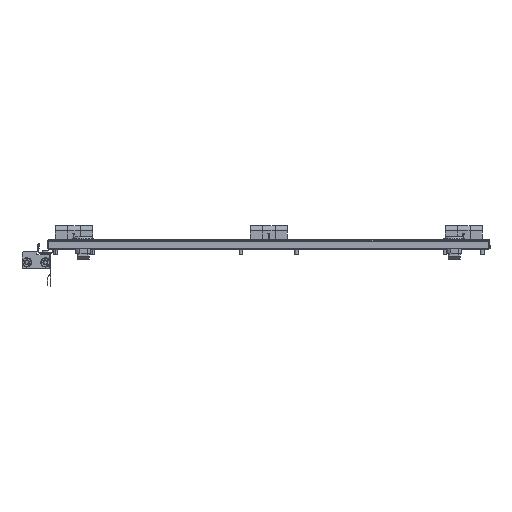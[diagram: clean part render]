
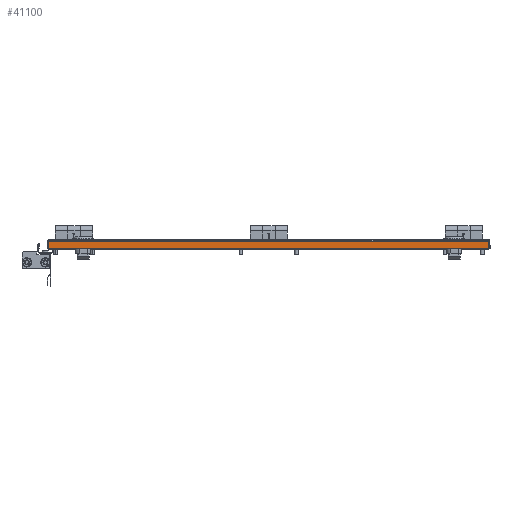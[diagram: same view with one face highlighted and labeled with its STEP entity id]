
A CAD part, left-side view. The second image highlights one B-rep face of the part: STEP entity #41100.
In plain terms, the highlighted planar face has unit normal (-1, 0, 0).
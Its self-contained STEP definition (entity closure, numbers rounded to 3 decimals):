
#663 = DIRECTION ( 'NONE',  ( 0., 0., -1. ) ) ;
#3610 = LINE ( 'NONE', #9067, #62449 ) ;
#6527 = CARTESIAN_POINT ( 'NONE',  ( -389.25, 296.528, 0. ) ) ;
#8885 = AXIS2_PLACEMENT_3D ( 'NONE', #49847, #28623, #55721 ) ;
#9067 = CARTESIAN_POINT ( 'NONE',  ( -389.25, -0.002, -12. ) ) ;
#12802 = ORIENTED_EDGE ( 'NONE', *, *, #69052, .T. ) ;
#14627 = VECTOR ( 'NONE', #60562, 1000. ) ;
#17271 = EDGE_CURVE ( 'NONE', #66591, #24691, #43258, .T. ) ;
#17619 = EDGE_LOOP ( 'NONE', ( #28649, #58154, #29707, #12802 ) ) ;
#22797 = FACE_OUTER_BOUND ( 'NONE', #17619, .T. ) ;
#23377 = LINE ( 'NONE', #6527, #65310 ) ;
#24283 = EDGE_CURVE ( 'NONE', #24691, #36059, #46933, .T. ) ;
#24691 = VERTEX_POINT ( 'NONE', #50889 ) ;
#26731 = EDGE_CURVE ( 'NONE', #66591, #38006, #23377, .T. ) ;
#28269 = CARTESIAN_POINT ( 'NONE',  ( -389.25, -298.002, -2.4 ) ) ;
#28623 = DIRECTION ( 'NONE',  ( 1., 0., 0. ) ) ;
#28649 = ORIENTED_EDGE ( 'NONE', *, *, #24283, .F. ) ;
#29078 = PLANE ( 'NONE',  #8885 ) ;
#29476 = CARTESIAN_POINT ( 'NONE',  ( -389.25, 296.528, -12. ) ) ;
#29707 = ORIENTED_EDGE ( 'NONE', *, *, #26731, .T. ) ;
#30541 = DIRECTION ( 'NONE',  ( 0., -1., 0. ) ) ;
#30837 = DIRECTION ( 'NONE',  ( 0., 0., -1. ) ) ;
#31161 = CARTESIAN_POINT ( 'NONE',  ( -389.25, 296.528, -2.4 ) ) ;
#36059 = VERTEX_POINT ( 'NONE', #38508 ) ;
#38006 = VERTEX_POINT ( 'NONE', #29476 ) ;
#38508 = CARTESIAN_POINT ( 'NONE',  ( -389.25, -296.531, -12. ) ) ;
#38577 = VECTOR ( 'NONE', #30837, 1000. ) ;
#41100 = ADVANCED_FACE ( 'NONE', ( #22797 ), #29078, .F. ) ;
#43258 = LINE ( 'NONE', #28269, #14627 ) ;
#46933 = LINE ( 'NONE', #58470, #38577 ) ;
#49847 = CARTESIAN_POINT ( 'NONE',  ( -389.25, -0.002, 0. ) ) ;
#50889 = CARTESIAN_POINT ( 'NONE',  ( -389.25, -296.531, -2.4 ) ) ;
#55721 = DIRECTION ( 'NONE',  ( 0., 0., -1. ) ) ;
#58154 = ORIENTED_EDGE ( 'NONE', *, *, #17271, .F. ) ;
#58470 = CARTESIAN_POINT ( 'NONE',  ( -389.25, -296.531, -1.4 ) ) ;
#60562 = DIRECTION ( 'NONE',  ( 0., -1., 0. ) ) ;
#62449 = VECTOR ( 'NONE', #30541, 1000. ) ;
#65310 = VECTOR ( 'NONE', #663, 1000. ) ;
#66591 = VERTEX_POINT ( 'NONE', #31161 ) ;
#69052 = EDGE_CURVE ( 'NONE', #38006, #36059, #3610, .T. ) ;
